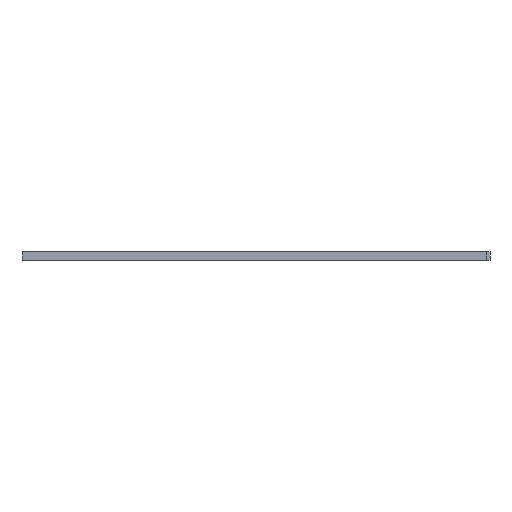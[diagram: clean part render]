
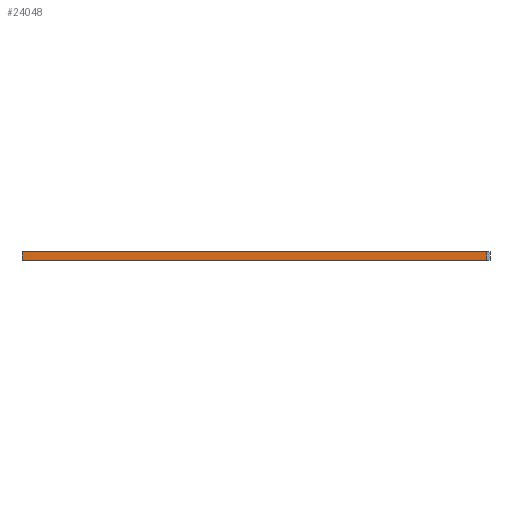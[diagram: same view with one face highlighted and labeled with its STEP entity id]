
A CAD part, left-side view. The second image highlights one B-rep face of the part: STEP entity #24048.
In plain terms, the highlighted planar face has unit normal (-1, 0, 0).
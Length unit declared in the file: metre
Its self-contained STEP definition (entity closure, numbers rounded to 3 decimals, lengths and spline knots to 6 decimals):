
#2966=ORIENTED_EDGE('',*,*,#10121,.T.);
#2967=ORIENTED_EDGE('',*,*,#10253,.F.);
#2968=ORIENTED_EDGE('',*,*,#10254,.F.);
#2969=ORIENTED_EDGE('',*,*,#10251,.T.);
#10121=EDGE_CURVE('',#13787,#13786,#15761,.T.);
#10251=EDGE_CURVE('',#13877,#13787,#15848,.T.);
#10253=EDGE_CURVE('',#13878,#13786,#15850,.T.);
#10254=EDGE_CURVE('',#13877,#13878,#15851,.T.);
#13786=VERTEX_POINT('',#37229);
#13787=VERTEX_POINT('',#37231);
#13877=VERTEX_POINT('',#37491);
#13878=VERTEX_POINT('',#37495);
#15761=LINE('',#37230,#18377);
#15848=LINE('',#37490,#18464);
#15850=LINE('',#37494,#18466);
#15851=LINE('',#37496,#18467);
#18377=VECTOR('',#29299,1.);
#18464=VECTOR('',#29552,1.);
#18466=VECTOR('',#29556,1.);
#18467=VECTOR('',#29557,1.);
#20417=EDGE_LOOP('',(#2966,#2967,#2968,#2969));
#21907=FACE_BOUND('',#20417,.T.);
#23278=PLANE('',#25868);
#24048=ADVANCED_FACE('',(#21907),#23278,.F.);
#25868=AXIS2_PLACEMENT_3D('',#37493,#29554,#29555);
#29299=DIRECTION('',(0.,-1.,0.));
#29552=DIRECTION('',(0.,0.,-1.));
#29554=DIRECTION('',(1.,0.,0.));
#29555=DIRECTION('',(0.,0.,-1.));
#29556=DIRECTION('',(0.,0.,-1.));
#29557=DIRECTION('',(0.,-1.,0.));
#37229=CARTESIAN_POINT('',(-0.018685,-0.081637,0.));
#37230=CARTESIAN_POINT('',(-0.018685,0.013163,0.));
#37231=CARTESIAN_POINT('',(-0.018685,0.014063,0.));
#37490=CARTESIAN_POINT('',(-0.018685,0.014063,0.0017));
#37491=CARTESIAN_POINT('',(-0.018685,0.014063,0.0017));
#37493=CARTESIAN_POINT('',(-0.018685,0.013163,0.0017));
#37494=CARTESIAN_POINT('',(-0.018685,-0.081637,0.0017));
#37495=CARTESIAN_POINT('',(-0.018685,-0.081637,0.0017));
#37496=CARTESIAN_POINT('',(-0.018685,0.013163,0.0017));
